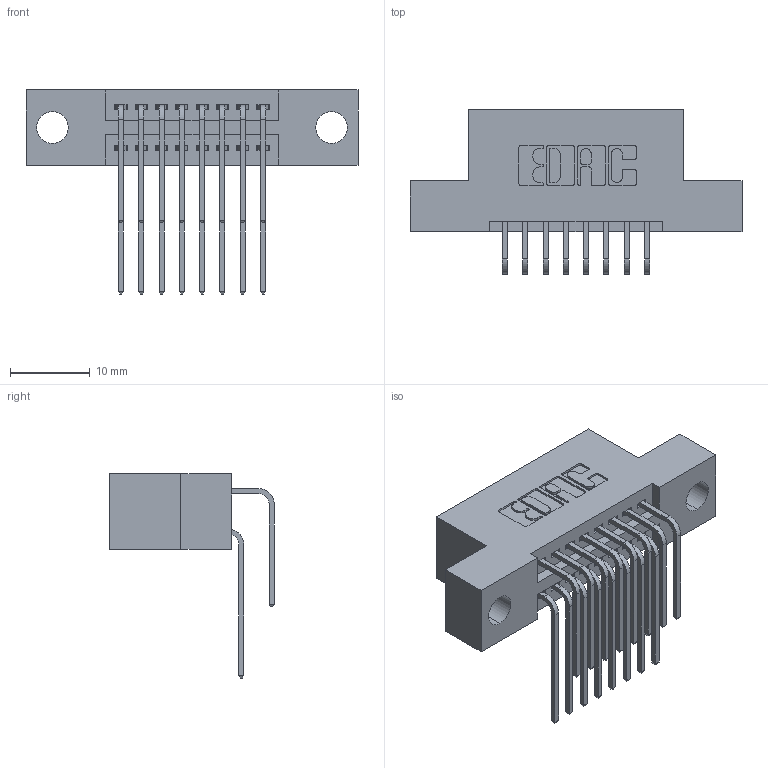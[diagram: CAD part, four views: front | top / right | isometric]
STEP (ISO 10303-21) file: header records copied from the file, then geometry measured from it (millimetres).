
FILE_DESCRIPTION (( 'STEP AP203' ), '1' );
FILE_NAME ('345-016-559-204.STEP', '2021-05-19T16:26:51', ( '' ), ( '' ), 'SwSTEP 2.0', 'SolidWorks 2020', '' );
FILE_SCHEMA (( 'CONFIG_CONTROL_DESIGN' ));
Length unit declared in the file: inch
Products named in the file (4): 345 Part_Flush Mounting Lugs - 0.156 Dia-TI; 345-016-559-204; 345-292-001_558 559 Tail - 1; 345-292-001_559 Tail - 2
Assembly tree (17 placements, depth 2):
  345-016-559-204
    345 Part_Flush Mounting Lugs - 0.156 Dia-TI
    345-292-001_558 559 Tail - 1  x8
    345-292-001_559 Tail - 2  x8
Bounding box: 41.53 x 20.56 x 25.53 mm (x, y, z)
Volume: 3704.9 mm3; surface area: 5103.6 mm2
Topology: 17 solids, 17 shells, 972 faces, 2857 edges, 1882 vertices
Faces by surface type: plane 654, cylinder 318
Entity records: 12925 total; most frequent: CARTESIAN_POINT 2249, ORIENTED_EDGE 2130, DIRECTION 1997, EDGE_CURVE 1065, VECTOR 861, LINE 861, VERTEX_POINT 706, AXIS2_PLACEMENT_3D 568
